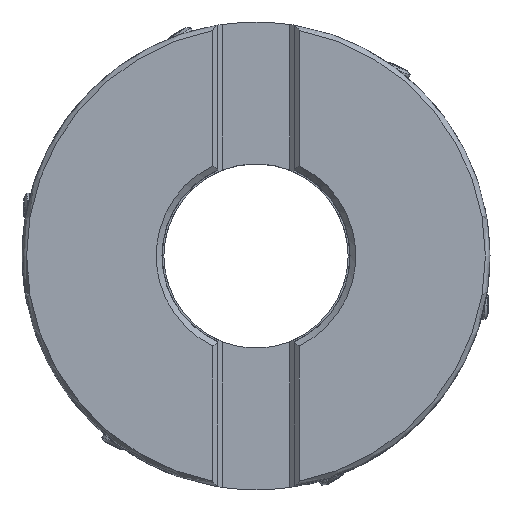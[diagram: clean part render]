
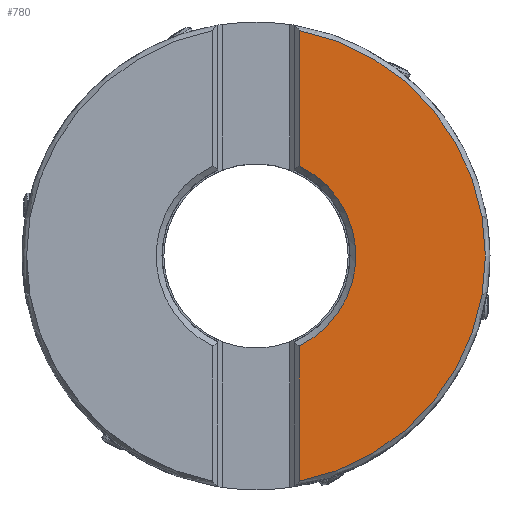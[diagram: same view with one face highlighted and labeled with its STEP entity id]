
A CAD part, top view. The second image highlights one B-rep face of the part: STEP entity #780.
In plain terms, the highlighted planar face has unit normal (0, 0, 1).
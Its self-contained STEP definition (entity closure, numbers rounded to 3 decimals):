
#357=PLANE('',#11029);
#780=ADVANCED_FACE('',(#1552),#357,.T.);
#1552=FACE_OUTER_BOUND('',#2104,.T.);
#2104=EDGE_LOOP('',(#5787,#5788,#5789,#5790,#5791));
#3132=LINE('',#20928,#3608);
#3133=LINE('',#20932,#3609);
#3608=VECTOR('',#13239,1.);
#3609=VECTOR('',#13242,1.);
#5787=ORIENTED_EDGE('',*,*,#9032,.F.);
#5788=ORIENTED_EDGE('',*,*,#9033,.F.);
#5789=ORIENTED_EDGE('',*,*,#9034,.F.);
#5790=ORIENTED_EDGE('',*,*,#9031,.F.);
#5791=ORIENTED_EDGE('',*,*,#9030,.F.);
#7644=VERTEX_POINT('',#20906);
#7646=VERTEX_POINT('',#20923);
#7647=VERTEX_POINT('',#20925);
#7648=VERTEX_POINT('',#20929);
#7649=VERTEX_POINT('',#20931);
#9030=EDGE_CURVE('',#7646,#7647,#9905,.T.);
#9031=EDGE_CURVE('',#7647,#7644,#9906,.T.);
#9032=EDGE_CURVE('',#7648,#7646,#3132,.T.);
#9033=EDGE_CURVE('',#7649,#7648,#9907,.T.);
#9034=EDGE_CURVE('',#7644,#7649,#3133,.T.);
#9905=CIRCLE('',#11025,47.439);
#9906=CIRCLE('',#11026,47.439);
#9907=CIRCLE('',#11028,20.65);
#11025=AXIS2_PLACEMENT_3D('',#20924,#13233,#13234);
#11026=AXIS2_PLACEMENT_3D('',#20926,#13235,#13236);
#11028=AXIS2_PLACEMENT_3D('',#20930,#13240,#13241);
#11029=AXIS2_PLACEMENT_3D('',#20933,#13243,#13244);
#13233=DIRECTION('',(0.,0.,-1.));
#13234=DIRECTION('',(0.188,0.982,0.));
#13235=DIRECTION('',(0.,0.,-1.));
#13236=DIRECTION('',(1.,0.,0.));
#13239=DIRECTION('',(0.,1.,0.));
#13240=DIRECTION('',(0.,0.,1.));
#13241=DIRECTION('',(0.433,-0.901,0.));
#13242=DIRECTION('',(0.,1.,0.));
#13243=DIRECTION('',(0.,0.,1.));
#13244=DIRECTION('',(0.,-1.,0.));
#20906=CARTESIAN_POINT('',(8.937,-46.589,0.));
#20923=CARTESIAN_POINT('',(8.937,46.589,0.));
#20924=CARTESIAN_POINT('',(0.,0.,0.));
#20925=CARTESIAN_POINT('',(47.439,-0.021,0.));
#20926=CARTESIAN_POINT('',(0.,0.,0.));
#20928=CARTESIAN_POINT('',(8.937,18.616,0.));
#20929=CARTESIAN_POINT('',(8.938,18.616,0.));
#20930=CARTESIAN_POINT('',(0.,0.,0.));
#20931=CARTESIAN_POINT('',(8.938,-18.616,0.));
#20932=CARTESIAN_POINT('',(8.938,-46.589,0.));
#20933=CARTESIAN_POINT('',(28.188,0.,0.));
